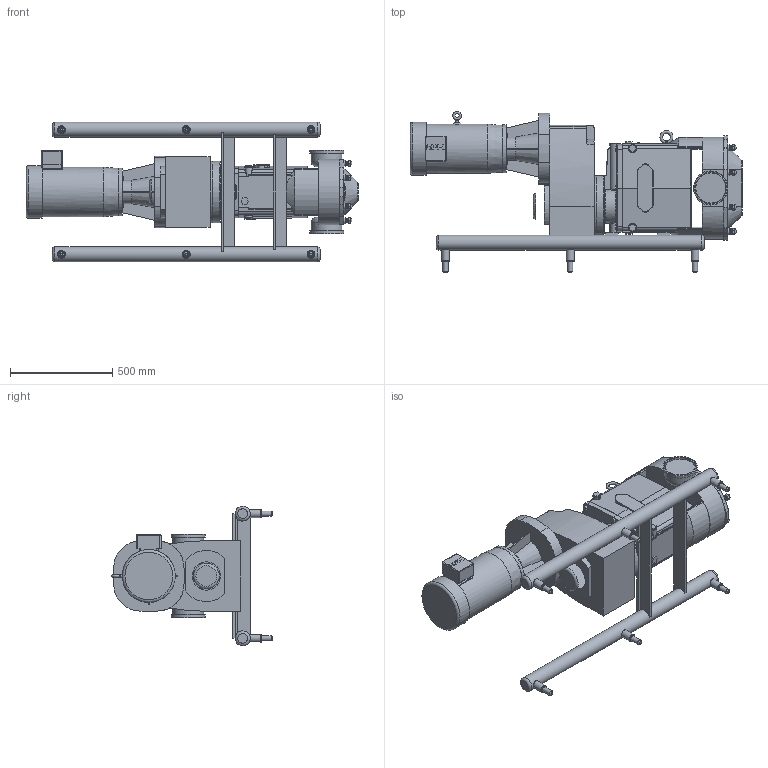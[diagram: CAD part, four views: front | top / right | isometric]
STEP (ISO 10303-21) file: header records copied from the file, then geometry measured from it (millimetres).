
FILE_DESCRIPTION(/* description */ (''),/* implementation_level */ '2;1');
FILE_NAME(/* name */ 'U2_320U2_215TC_6x6_S-Line_10HP_SM.stp',/* time_stamp */ '2020-10-20T15:46:33+05:00',/* author */ ('trtmhr'),/* organization */ (''),/* preprocessor_version */ 'ST-DEVELOPER v17',/* originating_system */ 'Autodesk Inventor 2018',/* authorisation */ '');
FILE_SCHEMA (('AUTOMOTIVE_DESIGN { 1 0 10303 214 3 1 1 }'));
Length unit declared in the file: inch
Products named in the file (1): U2_320U2_215TC_6x6_S-Line_10HP_SM
Bounding box: 1621.99 x 786.27 x 682.62 mm (x, y, z)
Volume: 149101854.5 mm3; surface area: 3845407.8 mm2
Topology: 6 solids, 6 shells, 946 faces, 2441 edges, 1574 vertices
Faces by surface type: plane 479, cylinder 234, bspline 104, torus 74, cone 39, sphere 16
Full cylindrical faces by diameter (mm): 5.08 x1, 6.39 x1, 12.141 x1, 12.395 x5, 12.7 x4, 23.012 x8, 25.4 x6, 29.083 x8, 38.1 x10, 146.863 x2, 152.527 x2, 166.878 x2, 232.994 x1, 241.579 x1, 258.572 x1, 299.974 x1, 299.999 x1
Entity records: 32496 total; most frequent: CARTESIAN_POINT 9570, ORIENTED_EDGE 4866, DIRECTION 4569, EDGE_CURVE 2433, AXIS2_PLACEMENT_3D 1630, VERTEX_POINT 1574, LINE 1309, VECTOR 1309
